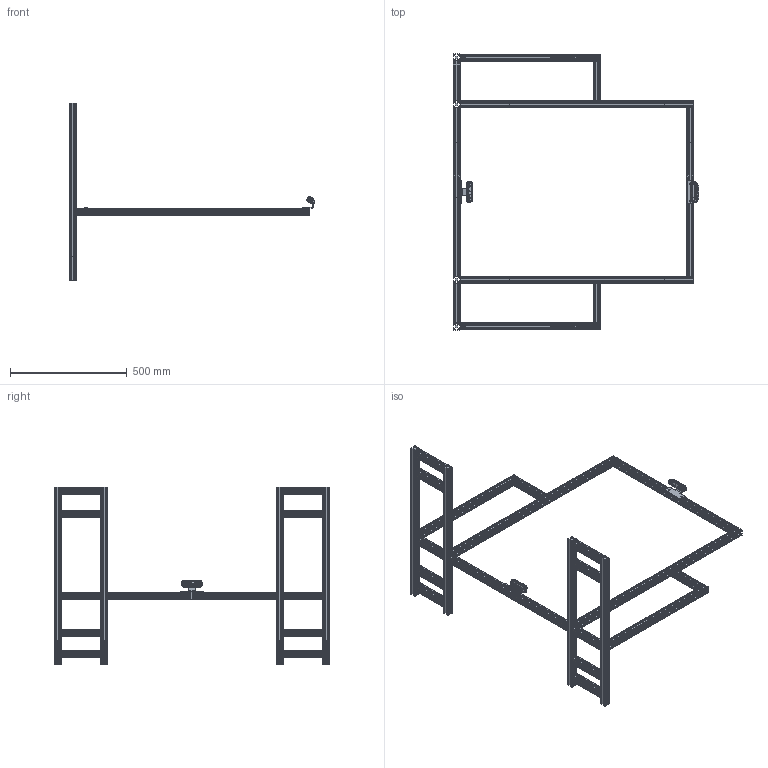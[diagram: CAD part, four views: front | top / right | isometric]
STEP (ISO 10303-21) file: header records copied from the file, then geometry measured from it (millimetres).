
FILE_DESCRIPTION(/* description */ (''),/* implementation_level */ '2;1');
FILE_NAME(/* name */ '01_Aloha支架_asm1_20240821_asm2.stp',/* time_stamp */ '2024-08-21T13:27:37+08:00',/* author */ (''),/* organization */ (''),/* preprocessor_version */ 'ST-DEVELOPER v16.7',/* originating_system */ 'SIEMENS PLM Software NX 12.0',/* authorisation */ '');
FILE_SCHEMA (('AUTOMOTIVE_DESIGN { 1 0 10303 214 3 1 1 1 }'));
Products named in the file (11): EE_相机D435; 顶部相机支架.1; 底部相机支架; 3030铝型材-5; 3030铝型材-4; 3030铝型材-3; 3030铝型材-2; 3030铝型材-1; Copy (2) of 相机支架1-1_MODEL; Copy (1) of 相机支架1-1_MODEL; 01_Aloha_asm1_20240820_stp
Assembly tree (22 placements, depth 3):
  01_Aloha_asm1_20240820_stp
    3030铝型材-1  x4
    3030铝型材-2  x6
    3030铝型材-3  x2
    3030铝型材-4  x2
    3030铝型材-5  x2
    Copy (1) of 相机支架1-1_MODEL
      EE_相机D435
    Copy (2) of 相机支架1-1_MODEL
      EE_相机D435
    底部相机支架
    顶部相机支架.1
Bounding box: 1051.24 x 1180 x 761 mm (x, y, z)
Volume: 3489587.3 mm3; surface area: 2934456.1 mm2
Topology: 28 solids, 40 shells, 3756 faces, 10640 edges, 6964 vertices
Faces by surface type: plane 1959, cylinder 1331, cone 290, bspline 144, torus 26, extrusion 4, revolution 2
Entity records: 66527 total; most frequent: CARTESIAN_POINT 24140, ORIENTED_EDGE 8092, DIRECTION 7455, EDGE_CURVE 4046, VERTEX_POINT 2624, AXIS2_PLACEMENT_3D 2498, VECTOR 2458, LINE 2456
